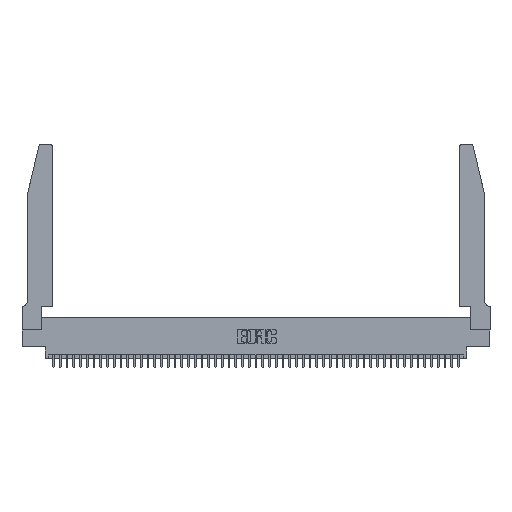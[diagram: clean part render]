
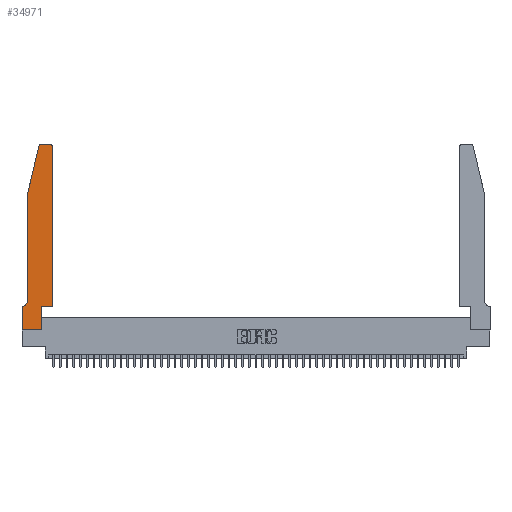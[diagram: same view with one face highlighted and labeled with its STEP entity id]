
A CAD part, top view. The second image highlights one B-rep face of the part: STEP entity #34971.
In plain terms, the highlighted planar face has unit normal (0, 0, 1).
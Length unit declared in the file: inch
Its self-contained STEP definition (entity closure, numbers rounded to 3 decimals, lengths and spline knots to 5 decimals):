
#134 = EDGE_CURVE ( 'NONE', #34340, #46348, #28526, .T. ) ;
#220 = DIRECTION ( 'NONE',  ( -1., 0., 0. ) ) ;
#767 = LINE ( 'NONE', #35672, #14118 ) ;
#1973 = VERTEX_POINT ( 'NONE', #28802 ) ;
#2040 = DIRECTION ( 'NONE',  ( 0., -1., 0. ) ) ;
#2085 = EDGE_CURVE ( 'NONE', #2678, #36593, #4725, .T. ) ;
#2510 = EDGE_CURVE ( 'NONE', #38605, #43587, #13770, .T. ) ;
#2558 = LINE ( 'NONE', #41081, #32344 ) ;
#2678 = VERTEX_POINT ( 'NONE', #5069 ) ;
#3371 = CARTESIAN_POINT ( 'NONE',  ( 0.4205, 2.72, 0.37 ) ) ;
#3614 = DIRECTION ( 'NONE',  ( 0., -1., 0. ) ) ;
#4131 = EDGE_LOOP ( 'NONE', ( #36076, #44805, #44101, #32006, #38599, #19849, #13877, #26631, #21476, #45316, #15479, #42126 ) ) ;
#4725 = LINE ( 'NONE', #30744, #22875 ) ;
#5069 = CARTESIAN_POINT ( 'NONE',  ( 0., 0., 0.37 ) ) ;
#7425 = DIRECTION ( 'NONE',  ( 1., 0., 0. ) ) ;
#7483 = VECTOR ( 'NONE', #47403, 39.37008 ) ;
#8134 = LINE ( 'NONE', #25272, #21484 ) ;
#8961 = VECTOR ( 'NONE', #27870, 39.37008 ) ;
#10716 = CARTESIAN_POINT ( 'NONE',  ( 0.0055, 0.35, 0.37 ) ) ;
#11612 = CARTESIAN_POINT ( 'NONE',  ( 0., 0.35, 0.37 ) ) ;
#11982 = EDGE_CURVE ( 'NONE', #43587, #19705, #37763, .T. ) ;
#11993 = CARTESIAN_POINT ( 'NONE',  ( 0.4205, 2.75, 0.37 ) ) ;
#12376 = PLANE ( 'NONE',  #26322 ) ;
#13770 = CIRCLE ( 'NONE', #27027, 0.03 ) ;
#13877 = ORIENTED_EDGE ( 'NONE', *, *, #17097, .T. ) ;
#14118 = VECTOR ( 'NONE', #35852, 39.37008 ) ;
#14817 = DIRECTION ( 'NONE',  ( 1., 0., 0. ) ) ;
#15479 = ORIENTED_EDGE ( 'NONE', *, *, #34342, .T. ) ;
#15687 = CARTESIAN_POINT ( 'NONE',  ( 0.0055, 0.42, 0.37 ) ) ;
#15784 = CARTESIAN_POINT ( 'NONE',  ( 0.2605, 2.75, 0.37 ) ) ;
#16357 = CARTESIAN_POINT ( 'NONE',  ( 0.0755, 0.42, 0.37 ) ) ;
#17097 = EDGE_CURVE ( 'NONE', #46159, #2678, #8134, .T. ) ;
#17835 = LINE ( 'NONE', #27921, #7483 ) ;
#18611 = CIRCLE ( 'NONE', #27677, 0.03 ) ;
#18882 = DIRECTION ( 'NONE',  ( -1., 0., 0. ) ) ;
#19308 = DIRECTION ( 'NONE',  ( 0., 0., 1. ) ) ;
#19705 = VERTEX_POINT ( 'NONE', #28872 ) ;
#19849 = ORIENTED_EDGE ( 'NONE', *, *, #33380, .T. ) ;
#21476 = ORIENTED_EDGE ( 'NONE', *, *, #21827, .T. ) ;
#21484 = VECTOR ( 'NONE', #2040, 39.37008 ) ;
#21827 = EDGE_CURVE ( 'NONE', #36593, #25270, #17835, .T. ) ;
#22875 = VECTOR ( 'NONE', #39550, 39.37008 ) ;
#23450 = DIRECTION ( 'NONE',  ( 0., 0., -1. ) ) ;
#24055 = DIRECTION ( 'NONE',  ( 0., 0., 1. ) ) ;
#24141 = LINE ( 'NONE', #43284, #8961 ) ;
#24243 = VECTOR ( 'NONE', #18882, 39.37008 ) ;
#24839 = VECTOR ( 'NONE', #3614, 39.37008 ) ;
#25270 = VERTEX_POINT ( 'NONE', #47612 ) ;
#25272 = CARTESIAN_POINT ( 'NONE',  ( 0., 0., 0.37 ) ) ;
#26322 = AXIS2_PLACEMENT_3D ( 'NONE', #43401, #24055, #47969 ) ;
#26631 = ORIENTED_EDGE ( 'NONE', *, *, #2085, .T. ) ;
#27027 = AXIS2_PLACEMENT_3D ( 'NONE', #3371, #19308, #7425 ) ;
#27677 = AXIS2_PLACEMENT_3D ( 'NONE', #38736, #46336, #14817 ) ;
#27870 = DIRECTION ( 'NONE',  ( 0., 1., 0. ) ) ;
#27921 = CARTESIAN_POINT ( 'NONE',  ( 0.2865, 0.35, 0.37 ) ) ;
#28526 = LINE ( 'NONE', #30776, #24839 ) ;
#28802 = CARTESIAN_POINT ( 'NONE',  ( 0.25487, 2.72718, 0.37 ) ) ;
#28872 = CARTESIAN_POINT ( 'NONE',  ( 0.284, 2.75, 0.37 ) ) ;
#28899 = VERTEX_POINT ( 'NONE', #32944 ) ;
#30234 = CARTESIAN_POINT ( 'NONE',  ( 0.2865, 0., 0.37 ) ) ;
#30744 = CARTESIAN_POINT ( 'NONE',  ( 0., 0., 0.37 ) ) ;
#30776 = CARTESIAN_POINT ( 'NONE',  ( 0.0755, 2., 0.37 ) ) ;
#31523 = EDGE_CURVE ( 'NONE', #46348, #36516, #37222, .T. ) ;
#32006 = ORIENTED_EDGE ( 'NONE', *, *, #134, .T. ) ;
#32344 = VECTOR ( 'NONE', #42057, 39.37008 ) ;
#32944 = CARTESIAN_POINT ( 'NONE',  ( 0.4505, 0.35, 0.37 ) ) ;
#33380 = EDGE_CURVE ( 'NONE', #36516, #46159, #35215, .T. ) ;
#34340 = VERTEX_POINT ( 'NONE', #40106 ) ;
#34342 = EDGE_CURVE ( 'NONE', #28899, #38605, #24141, .T. ) ;
#34971 = ADVANCED_FACE ( 'NONE', ( #41171 ), #12376, .T. ) ;
#35215 = LINE ( 'NONE', #38406, #24243 ) ;
#35672 = CARTESIAN_POINT ( 'NONE',  ( 0.4505, 0.35, 0.37 ) ) ;
#35852 = DIRECTION ( 'NONE',  ( 1., 0., 0. ) ) ;
#36076 = ORIENTED_EDGE ( 'NONE', *, *, #11982, .T. ) ;
#36324 = DIRECTION ( 'NONE',  ( -1., 0., 0. ) ) ;
#36516 = VERTEX_POINT ( 'NONE', #10716 ) ;
#36593 = VERTEX_POINT ( 'NONE', #30234 ) ;
#37222 = CIRCLE ( 'NONE', #41502, 0.07 ) ;
#37763 = LINE ( 'NONE', #15784, #38968 ) ;
#37896 = EDGE_CURVE ( 'NONE', #19705, #1973, #18611, .T. ) ;
#38406 = CARTESIAN_POINT ( 'NONE',  ( 0.0755, 0.35, 0.37 ) ) ;
#38599 = ORIENTED_EDGE ( 'NONE', *, *, #31523, .T. ) ;
#38605 = VERTEX_POINT ( 'NONE', #42053 ) ;
#38736 = CARTESIAN_POINT ( 'NONE',  ( 0.284, 2.72, 0.37 ) ) ;
#38968 = VECTOR ( 'NONE', #36324, 39.37008 ) ;
#39550 = DIRECTION ( 'NONE',  ( 1., 0., 0. ) ) ;
#40106 = CARTESIAN_POINT ( 'NONE',  ( 0.0755, 2., 0.37 ) ) ;
#40832 = EDGE_CURVE ( 'NONE', #25270, #28899, #767, .T. ) ;
#41081 = CARTESIAN_POINT ( 'NONE',  ( 0.0755, 2., 0.37 ) ) ;
#41171 = FACE_OUTER_BOUND ( 'NONE', #4131, .T. ) ;
#41502 = AXIS2_PLACEMENT_3D ( 'NONE', #15687, #23450, #220 ) ;
#42053 = CARTESIAN_POINT ( 'NONE',  ( 0.4505, 2.72, 0.37 ) ) ;
#42057 = DIRECTION ( 'NONE',  ( -0.239, -0.971, 0. ) ) ;
#42126 = ORIENTED_EDGE ( 'NONE', *, *, #2510, .T. ) ;
#43284 = CARTESIAN_POINT ( 'NONE',  ( 0.4505, 0.35, 0.37 ) ) ;
#43401 = CARTESIAN_POINT ( 'NONE',  ( 0., 0.35, 0.37 ) ) ;
#43587 = VERTEX_POINT ( 'NONE', #11993 ) ;
#44101 = ORIENTED_EDGE ( 'NONE', *, *, #44768, .T. ) ;
#44768 = EDGE_CURVE ( 'NONE', #1973, #34340, #2558, .T. ) ;
#44805 = ORIENTED_EDGE ( 'NONE', *, *, #37896, .T. ) ;
#45316 = ORIENTED_EDGE ( 'NONE', *, *, #40832, .T. ) ;
#46159 = VERTEX_POINT ( 'NONE', #11612 ) ;
#46336 = DIRECTION ( 'NONE',  ( 0., 0., 1. ) ) ;
#46348 = VERTEX_POINT ( 'NONE', #16357 ) ;
#47403 = DIRECTION ( 'NONE',  ( 0., 1., 0. ) ) ;
#47612 = CARTESIAN_POINT ( 'NONE',  ( 0.2865, 0.35, 0.37 ) ) ;
#47969 = DIRECTION ( 'NONE',  ( 1., 0., 0. ) ) ;
